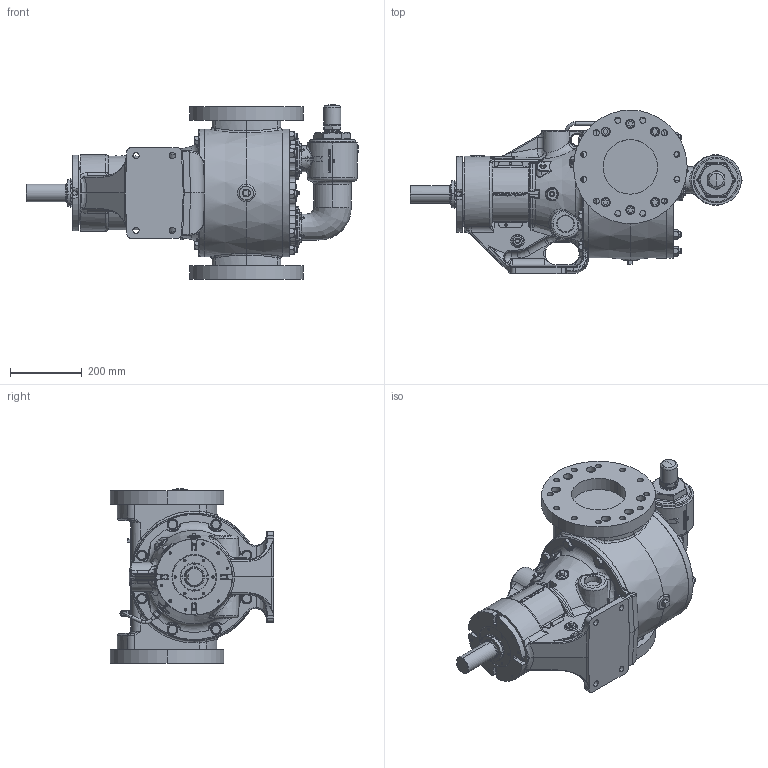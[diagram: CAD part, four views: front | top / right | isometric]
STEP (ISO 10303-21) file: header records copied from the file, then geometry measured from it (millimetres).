
FILE_DESCRIPTION (( 'STEP AP214' ), '1' );
FILE_NAME ('QV-2364.step', '2025-12-05T18:19:17', ( '' ), ( '' ), 'SwSTEP 2.0', 'SolidWorks 2024', '' );
FILE_SCHEMA (( 'AUTOMOTIVE_DESIGN' ));
Products named in the file (1): QV-2364
Bounding box: 928.17 x 457.2 x 488.15 mm (x, y, z)
Volume: 52007177.3 mm3; surface area: 1807114 mm2
Topology: 1 solids, 1 shells, 4894 faces, 12486 edges, 7786 vertices
Faces by surface type: bspline 1653, plane 1620, cylinder 770, cone 636, torus 155, sphere 60
Entity records: 234269 total; most frequent: CARTESIAN_POINT 129341, ORIENTED_EDGE 24646, DIRECTION 17201, EDGE_CURVE 12323, VERTEX_POINT 7777, AXIS2_PLACEMENT_3D 6084, EDGE_LOOP 5312, VECTOR 5033
